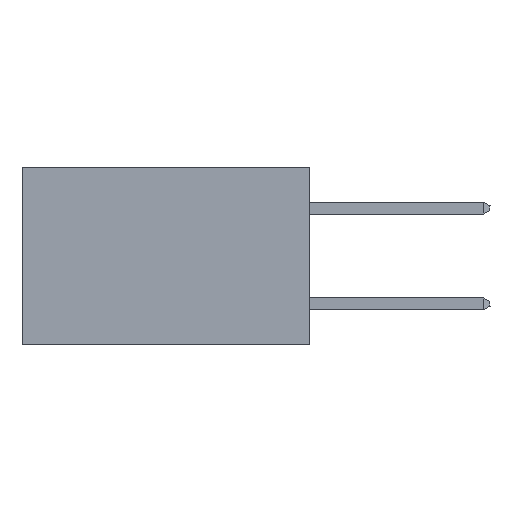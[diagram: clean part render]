
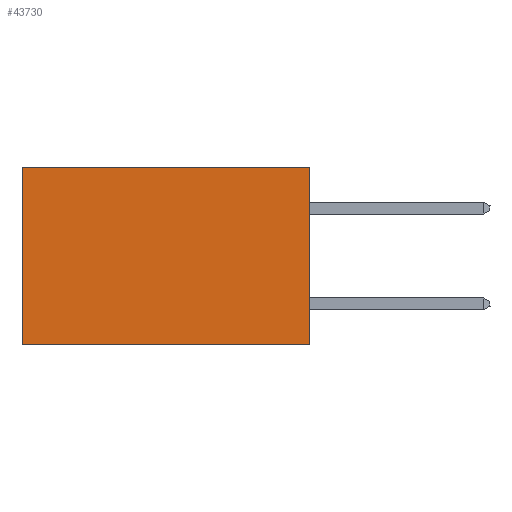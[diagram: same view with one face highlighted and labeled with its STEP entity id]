
A CAD part, left-side view. The second image highlights one B-rep face of the part: STEP entity #43730.
In plain terms, the highlighted planar face has unit normal (-1, 0, 0).
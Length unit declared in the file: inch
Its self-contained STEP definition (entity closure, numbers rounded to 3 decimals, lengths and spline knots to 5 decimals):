
#719 = CARTESIAN_POINT ( 'NONE',  ( 0.2875, 0., 0. ) ) ;
#6090 = DIRECTION ( 'NONE',  ( 0., 1., 0. ) ) ;
#6388 = DIRECTION ( 'NONE',  ( 0., 1., 0. ) ) ;
#6584 = ORIENTED_EDGE ( 'NONE', *, *, #27989, .T. ) ;
#7530 = CARTESIAN_POINT ( 'NONE',  ( 0.2875, 0., 0. ) ) ;
#8228 = ORIENTED_EDGE ( 'NONE', *, *, #42874, .F. ) ;
#8979 = EDGE_LOOP ( 'NONE', ( #27377, #8228, #32768, #6584 ) ) ;
#9333 = VERTEX_POINT ( 'NONE', #10466 ) ;
#10466 = CARTESIAN_POINT ( 'NONE',  ( 0.2875, 0.6, -0.37 ) ) ;
#11041 = DIRECTION ( 'NONE',  ( 1., 0., 0. ) ) ;
#14260 = CARTESIAN_POINT ( 'NONE',  ( 0.2875, 0., -0.37 ) ) ;
#15245 = FACE_OUTER_BOUND ( 'NONE', #8979, .T. ) ;
#15337 = VECTOR ( 'NONE', #27678, 39.37008 ) ;
#17317 = VECTOR ( 'NONE', #20358, 39.37008 ) ;
#19551 = VERTEX_POINT ( 'NONE', #719 ) ;
#20063 = VERTEX_POINT ( 'NONE', #14260 ) ;
#20358 = DIRECTION ( 'NONE',  ( 0., 0., -1. ) ) ;
#20717 = CARTESIAN_POINT ( 'NONE',  ( 0.2875, 0.6, 0. ) ) ;
#21232 = PLANE ( 'NONE',  #34646 ) ;
#21372 = CARTESIAN_POINT ( 'NONE',  ( 0.2875, 0.6, 0. ) ) ;
#22214 = EDGE_CURVE ( 'NONE', #19551, #20063, #43481, .T. ) ;
#23602 = CARTESIAN_POINT ( 'NONE',  ( 0.2875, 0., -0.37 ) ) ;
#25934 = VERTEX_POINT ( 'NONE', #21372 ) ;
#26559 = VECTOR ( 'NONE', #6090, 39.37008 ) ;
#26627 = CARTESIAN_POINT ( 'NONE',  ( 0.2875, 0., 0. ) ) ;
#27377 = ORIENTED_EDGE ( 'NONE', *, *, #31190, .T. ) ;
#27678 = DIRECTION ( 'NONE',  ( 0., 0., -1. ) ) ;
#27989 = EDGE_CURVE ( 'NONE', #19551, #25934, #41277, .T. ) ;
#31190 = EDGE_CURVE ( 'NONE', #25934, #9333, #36073, .T. ) ;
#32768 = ORIENTED_EDGE ( 'NONE', *, *, #22214, .F. ) ;
#34646 = AXIS2_PLACEMENT_3D ( 'NONE', #7530, #11041, #38418 ) ;
#36073 = LINE ( 'NONE', #20717, #15337 ) ;
#38418 = DIRECTION ( 'NONE',  ( 0., 0., -1. ) ) ;
#39250 = LINE ( 'NONE', #23602, #43638 ) ;
#41206 = CARTESIAN_POINT ( 'NONE',  ( 0.2875, 0., 0. ) ) ;
#41277 = LINE ( 'NONE', #26627, #26559 ) ;
#42874 = EDGE_CURVE ( 'NONE', #20063, #9333, #39250, .T. ) ;
#43481 = LINE ( 'NONE', #41206, #17317 ) ;
#43638 = VECTOR ( 'NONE', #6388, 39.37008 ) ;
#43730 = ADVANCED_FACE ( 'NONE', ( #15245 ), #21232, .F. ) ;
